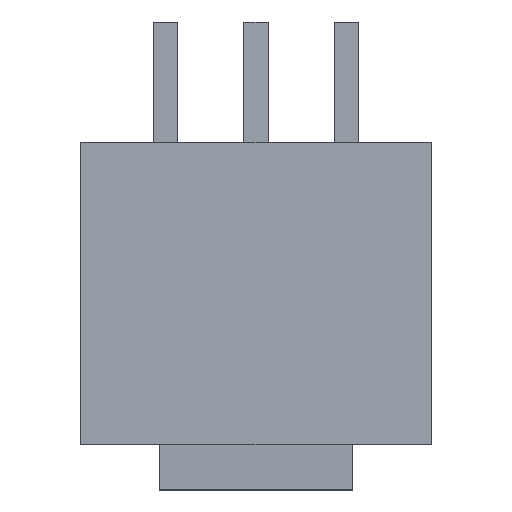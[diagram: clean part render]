
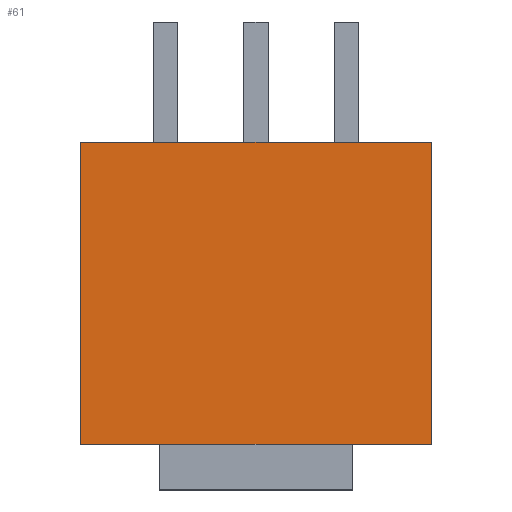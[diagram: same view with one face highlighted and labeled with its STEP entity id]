
A CAD part, top view. The second image highlights one B-rep face of the part: STEP entity #61.
In plain terms, the highlighted planar face has unit normal (0, 0, 1).
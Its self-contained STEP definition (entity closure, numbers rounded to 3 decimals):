
#61=ADVANCED_FACE('',(#151),#152,.T.);
#151=FACE_OUTER_BOUND('',#311,.T.);
#152=PLANE('',#312);
#311=EDGE_LOOP('',(#559,#560,#561,#562));
#312=AXIS2_PLACEMENT_3D('',#563,#564,#565);
#559=ORIENTED_EDGE('',*,*,#1168,.T.);
#560=ORIENTED_EDGE('',*,*,#1180,.T.);
#561=ORIENTED_EDGE('',*,*,#1137,.F.);
#562=ORIENTED_EDGE('',*,*,#1183,.F.);
#563=CARTESIAN_POINT('',(1.4,7.4,3.625));
#564=DIRECTION('',(0.,0.0,1.0));
#565=DIRECTION('',(1.0,-0.0,0.));
#1137=EDGE_CURVE('',#1369,#1371,#1372,.T.);
#1168=EDGE_CURVE('',#1428,#1426,#1429,.T.);
#1180=EDGE_CURVE('',#1426,#1371,#1451,.T.);
#1183=EDGE_CURVE('',#1428,#1369,#1454,.T.);
#1369=VERTEX_POINT('',#1746);
#1371=VERTEX_POINT('',#1749);
#1372=LINE('',#1750,#1751);
#1426=VERTEX_POINT('',#1834);
#1428=VERTEX_POINT('',#1837);
#1429=LINE('',#1838,#1839);
#1451=LINE('',#1872,#1873);
#1454=LINE('',#1878,#1879);
#1746=CARTESIAN_POINT('',(1.4,2.4,3.625));
#1749=CARTESIAN_POINT('',(-4.4,2.4,3.625));
#1750=CARTESIAN_POINT('',(1.4,2.4,3.625));
#1751=VECTOR('',#2293,1.0);
#1834=CARTESIAN_POINT('',(-4.4,7.4,3.625));
#1837=CARTESIAN_POINT('',(1.4,7.4,3.625));
#1838=CARTESIAN_POINT('',(1.4,7.4,3.625));
#1839=VECTOR('',#2324,1.0);
#1872=CARTESIAN_POINT('',(-4.4,7.4,3.625));
#1873=VECTOR('',#2336,1.0);
#1878=CARTESIAN_POINT('',(1.4,7.4,3.625));
#1879=VECTOR('',#2339,1.0);
#2293=DIRECTION('',(-1.0,0.0,0.0));
#2324=DIRECTION('',(-1.0,0.0,0.));
#2336=DIRECTION('',(0.0,-1.0,0.0));
#2339=DIRECTION('',(0.0,-1.0,0.0));
